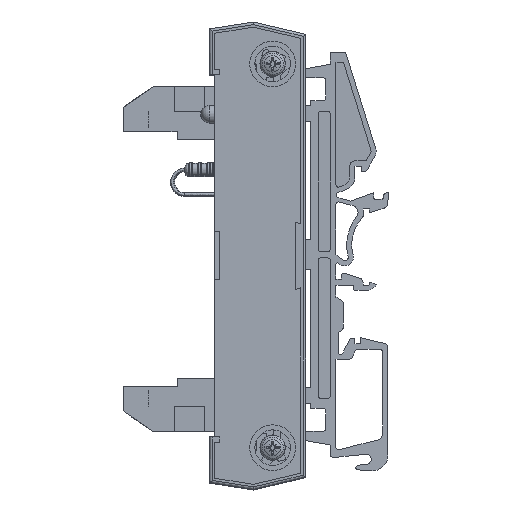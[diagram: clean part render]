
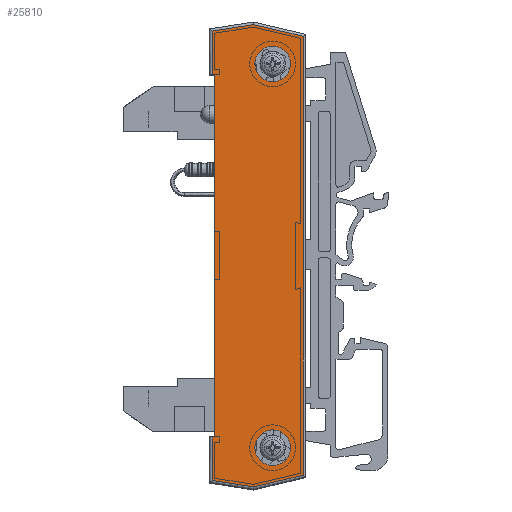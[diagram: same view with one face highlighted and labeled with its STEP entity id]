
A CAD part, left-side view. The second image highlights one B-rep face of the part: STEP entity #25810.
In plain terms, the highlighted face is planar.
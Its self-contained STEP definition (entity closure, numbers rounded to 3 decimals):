
#25349=CARTESIAN_POINT('',(-16.628,6.238,5.0));
#25350=VERTEX_POINT('',#25349);
#25357=CARTESIAN_POINT('',(54.672,6.238,5.0));
#25358=VERTEX_POINT('',#25357);
#25359=CARTESIAN_POINT('',(54.672,6.238,5.0));
#25360=DIRECTION('',(-1.0,0.0,0.0));
#25361=VECTOR('',#25360,71.3);
#25362=LINE('',#25359,#25361);
#25363=EDGE_CURVE('',#25358,#25350,#25362,.T.);
#25606=CARTESIAN_POINT('',(60.272,-5.162,5.0));
#25607=VERTEX_POINT('',#25606);
#25608=CARTESIAN_POINT('',(56.772,-5.162,5.0));
#25609=DIRECTION('',(0.0,0.0,-1.0));
#25610=DIRECTION('',(-1.0,0.0,0.0));
#25611=AXIS2_PLACEMENT_3D('',#25608,#25609,#25610);
#25612=CIRCLE('',#25611,3.5);
#25613=EDGE_CURVE('',#25607,#25607,#25612,.T.);
#25646=CARTESIAN_POINT('',(-15.228,-5.162,5.0));
#25647=VERTEX_POINT('',#25646);
#25648=CARTESIAN_POINT('',(-18.728,-5.162,5.0));
#25649=DIRECTION('',(0.0,0.0,-1.0));
#25650=DIRECTION('',(-1.0,0.0,0.0));
#25651=AXIS2_PLACEMENT_3D('',#25648,#25649,#25650);
#25652=CIRCLE('',#25651,3.5);
#25653=EDGE_CURVE('',#25647,#25647,#25652,.T.);
#25687=CARTESIAN_POINT('',(54.672,6.738,5.0));
#25688=VERTEX_POINT('',#25687);
#25689=CARTESIAN_POINT('',(54.672,6.738,5.0));
#25690=DIRECTION('',(0.0,-1.0,0.0));
#25691=VECTOR('',#25690,0.5);
#25692=LINE('',#25689,#25691);
#25693=EDGE_CURVE('',#25688,#25358,#25692,.T.);
#25718=CARTESIAN_POINT('',(-16.628,6.738,5.0));
#25719=VERTEX_POINT('',#25718);
#25727=CARTESIAN_POINT('',(-16.628,6.238,5.0));
#25728=DIRECTION('',(0.0,1.0,0.0));
#25729=VECTOR('',#25728,0.5);
#25730=LINE('',#25727,#25729);
#25731=EDGE_CURVE('',#25350,#25719,#25730,.T.);
#25740=CARTESIAN_POINT('',(19.022,-2.126,5.0));
#25741=DIRECTION('',(0.0,0.0,1.0));
#25742=DIRECTION('',(1.0,0.0,0.0));
#25743=AXIS2_PLACEMENT_3D('',#25740,#25741,#25742);
#25744=PLANE('',#25743);
#25745=ORIENTED_EDGE('',*,*,#25693,.T.);
#25746=ORIENTED_EDGE('',*,*,#25363,.T.);
#25747=ORIENTED_EDGE('',*,*,#25731,.T.);
#25748=CARTESIAN_POINT('',(-25.176,6.738,5.0));
#25749=VERTEX_POINT('',#25748);
#25750=CARTESIAN_POINT('',(-25.176,6.738,5.0));
#25751=DIRECTION('',(1.0,0.0,0.0));
#25752=VECTOR('',#25751,8.548);
#25753=LINE('',#25750,#25752);
#25754=EDGE_CURVE('',#25749,#25719,#25753,.T.);
#25755=ORIENTED_EDGE('',*,*,#25754,.F.);
#25756=CARTESIAN_POINT('',(-26.459,-1.405,5.0));
#25757=VERTEX_POINT('',#25756);
#25758=CARTESIAN_POINT('',(-26.459,-1.405,5.0));
#25759=DIRECTION('',(0.156,0.988,0.0));
#25760=VECTOR('',#25759,8.244);
#25761=LINE('',#25758,#25760);
#25762=EDGE_CURVE('',#25757,#25749,#25761,.T.);
#25763=ORIENTED_EDGE('',*,*,#25762,.F.);
#25764=CARTESIAN_POINT('',(-24.157,-11.162,5.0));
#25765=VERTEX_POINT('',#25764);
#25766=CARTESIAN_POINT('',(-24.157,-11.162,5.0));
#25767=DIRECTION('',(-0.23,0.973,0.0));
#25768=VECTOR('',#25767,10.024);
#25769=LINE('',#25766,#25768);
#25770=EDGE_CURVE('',#25765,#25757,#25769,.T.);
#25771=ORIENTED_EDGE('',*,*,#25770,.F.);
#25772=CARTESIAN_POINT('',(62.201,-11.162,5.0));
#25773=VERTEX_POINT('',#25772);
#25774=CARTESIAN_POINT('',(62.201,-11.162,5.0));
#25775=DIRECTION('',(-1.0,0.0,0.0));
#25776=VECTOR('',#25775,86.358);
#25777=LINE('',#25774,#25776);
#25778=EDGE_CURVE('',#25773,#25765,#25777,.T.);
#25779=ORIENTED_EDGE('',*,*,#25778,.F.);
#25780=CARTESIAN_POINT('',(64.503,-1.405,5.0));
#25781=VERTEX_POINT('',#25780);
#25782=CARTESIAN_POINT('',(64.503,-1.405,5.0));
#25783=DIRECTION('',(-0.23,-0.973,0.0));
#25784=VECTOR('',#25783,10.024);
#25785=LINE('',#25782,#25784);
#25786=EDGE_CURVE('',#25781,#25773,#25785,.T.);
#25787=ORIENTED_EDGE('',*,*,#25786,.F.);
#25788=CARTESIAN_POINT('',(63.22,6.738,5.0));
#25789=VERTEX_POINT('',#25788);
#25790=CARTESIAN_POINT('',(63.22,6.738,5.0));
#25791=DIRECTION('',(0.156,-0.988,0.0));
#25792=VECTOR('',#25791,8.244);
#25793=LINE('',#25790,#25792);
#25794=EDGE_CURVE('',#25789,#25781,#25793,.T.);
#25795=ORIENTED_EDGE('',*,*,#25794,.F.);
#25796=CARTESIAN_POINT('',(54.672,6.738,5.0));
#25797=DIRECTION('',(1.0,0.0,0.0));
#25798=VECTOR('',#25797,8.548);
#25799=LINE('',#25796,#25798);
#25800=EDGE_CURVE('',#25688,#25789,#25799,.T.);
#25801=ORIENTED_EDGE('',*,*,#25800,.F.);
#25802=EDGE_LOOP('',(#25745,#25746,#25747,#25755,#25763,#25771,#25779,#25787,#25795,#25801));
#25803=FACE_OUTER_BOUND('',#25802,.T.);
#25804=ORIENTED_EDGE('',*,*,#25613,.T.);
#25805=EDGE_LOOP('',(#25804));
#25806=FACE_BOUND('',#25805,.T.);
#25807=ORIENTED_EDGE('',*,*,#25653,.T.);
#25808=EDGE_LOOP('',(#25807));
#25809=FACE_BOUND('',#25808,.T.);
#25810=ADVANCED_FACE('',(#25803,#25806,#25809),#25744,.T.);
